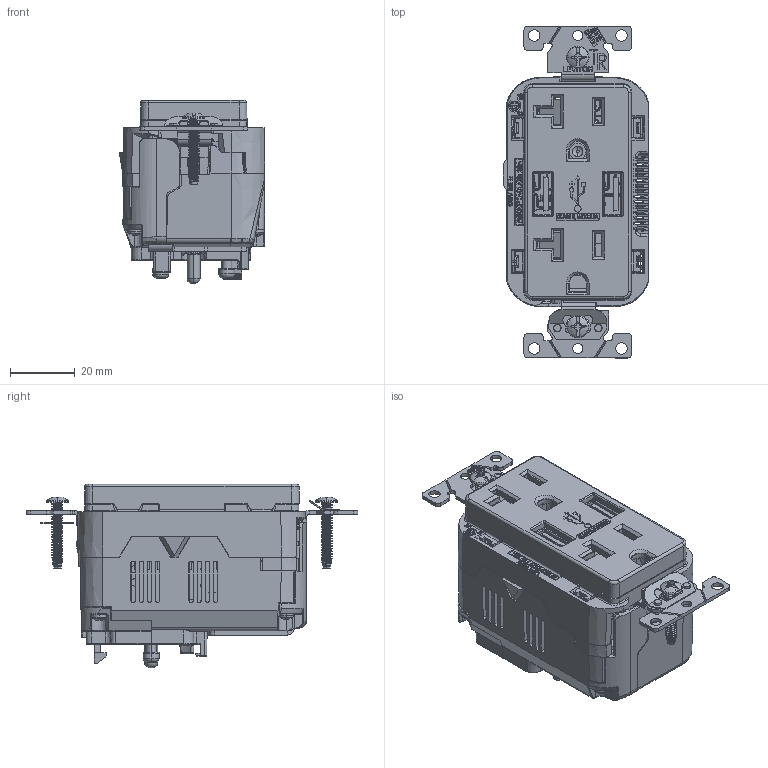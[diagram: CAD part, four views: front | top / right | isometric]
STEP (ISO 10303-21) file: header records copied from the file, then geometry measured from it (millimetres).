
FILE_DESCRIPTION (( 'STEP AP214' ), '1' );
FILE_NAME ('CATSTD-M58AA-000-M01.STEP', '2019-07-31T14:20:56', ( '' ), ( '' ), 'SwSTEP 2.0', 'SolidWorks 2017', '' );
FILE_SCHEMA (( 'AUTOMOTIVE_DESIGN' ));
Length unit declared in the file: inch
Products named in the file (1): CATSTD-M58AA-000-M01
Bounding box: 45.07 x 102.72 x 56.69 mm (x, y, z)
Surface area: 33920.6 mm2 (no closed solid volume)
Topology: 0 solids, 81 shells, 2560 faces, 10651 edges, 7874 vertices
Faces by surface type: plane 1416, cylinder 440, bspline 362, cone 169, torus 162, sphere 11
Entity records: 178401 total; most frequent: CARTESIAN_POINT 64826, ORIENTED_EDGE 15866, DIRECTION 14247, EDGE_CURVE 10642, VERTEX_POINT 7874, VECTOR 7107, LINE 7107, AXIS2_PLACEMENT_3D 3570
